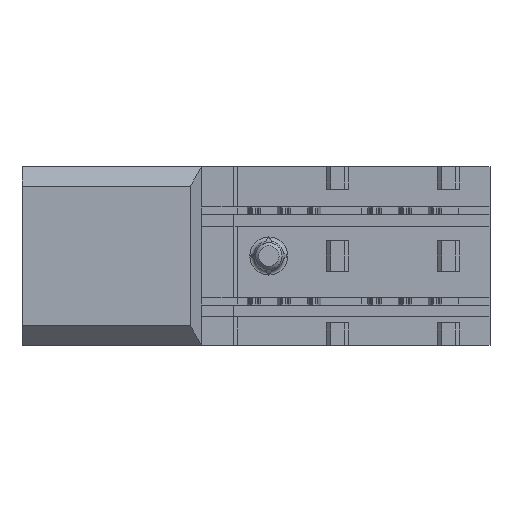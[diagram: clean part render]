
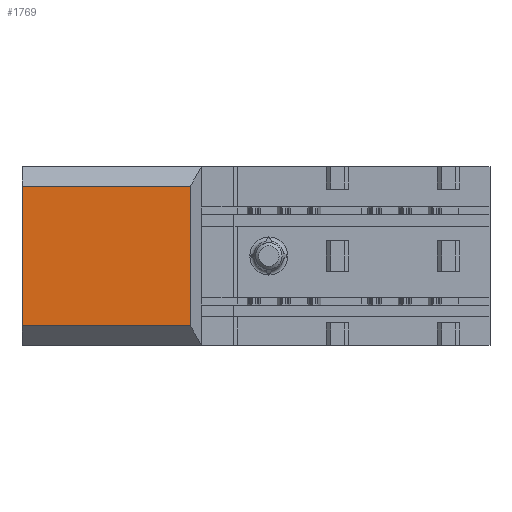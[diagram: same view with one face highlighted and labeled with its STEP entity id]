
A CAD part, front view. The second image highlights one B-rep face of the part: STEP entity #1769.
In plain terms, the highlighted planar face has unit normal (0, -1, 0).
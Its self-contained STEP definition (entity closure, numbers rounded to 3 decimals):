
#1769 = ADVANCED_FACE( '', ( #3542 ), #3543, .F. );
#3542 = FACE_OUTER_BOUND( '', #5301, .T. );
#3543 = PLANE( '', #5302 );
#5301 = EDGE_LOOP( '', ( #10882, #10883, #10884, #10885 ) );
#5302 = AXIS2_PLACEMENT_3D( '', #10886, #10887, #10888 );
#10882 = ORIENTED_EDGE( '', *, *, #11586, .F. );
#10883 = ORIENTED_EDGE( '', *, *, #12714, .F. );
#10884 = ORIENTED_EDGE( '', *, *, #13018, .T. );
#10885 = ORIENTED_EDGE( '', *, *, #12907, .T. );
#10886 = CARTESIAN_POINT( '', ( -11.9, 0., 5.925 ) );
#10887 = DIRECTION( '', ( 0., 1., 0. ) );
#10888 = DIRECTION( '', ( 0., 0., 1. ) );
#11586 = EDGE_CURVE( '', #14297, #14299, #14300, .T. );
#12714 = EDGE_CURVE( '', #16001, #14297, #16003, .T. );
#12907 = EDGE_CURVE( '', #16246, #14299, #16247, .T. );
#13018 = EDGE_CURVE( '', #16001, #16246, #16383, .T. );
#14297 = VERTEX_POINT( '', #18098 );
#14299 = VERTEX_POINT( '', #18101 );
#14300 = LINE( '', #18102, #18103 );
#16001 = VERTEX_POINT( '', #20612 );
#16003 = LINE( '', #20615, #20616 );
#16246 = VERTEX_POINT( '', #20954 );
#16247 = LINE( '', #20955, #20956 );
#16383 = LINE( '', #21140, #21141 );
#18098 = CARTESIAN_POINT( '', ( -0.751, 0., -4.625 ) );
#18101 = CARTESIAN_POINT( '', ( -11.9, 0., -4.625 ) );
#18102 = CARTESIAN_POINT( '', ( 0., 0., -4.625 ) );
#18103 = VECTOR( '', #22145, 1000. );
#20612 = CARTESIAN_POINT( '', ( -0.751, 0., 4.625 ) );
#20615 = CARTESIAN_POINT( '', ( -0.751, 0., 5.925 ) );
#20616 = VECTOR( '', #23470, 1000. );
#20954 = CARTESIAN_POINT( '', ( -11.9, 0., 4.625 ) );
#20955 = CARTESIAN_POINT( '', ( -11.9, 0., 5.925 ) );
#20956 = VECTOR( '', #23683, 1000. );
#21140 = CARTESIAN_POINT( '', ( 0., 0., 4.625 ) );
#21141 = VECTOR( '', #23843, 1000. );
#22145 = DIRECTION( '', ( -1., 0., 0. ) );
#23470 = DIRECTION( '', ( 0., 0., -1. ) );
#23683 = DIRECTION( '', ( 0., 0., -1. ) );
#23843 = DIRECTION( '', ( -1., 0., 0. ) );
